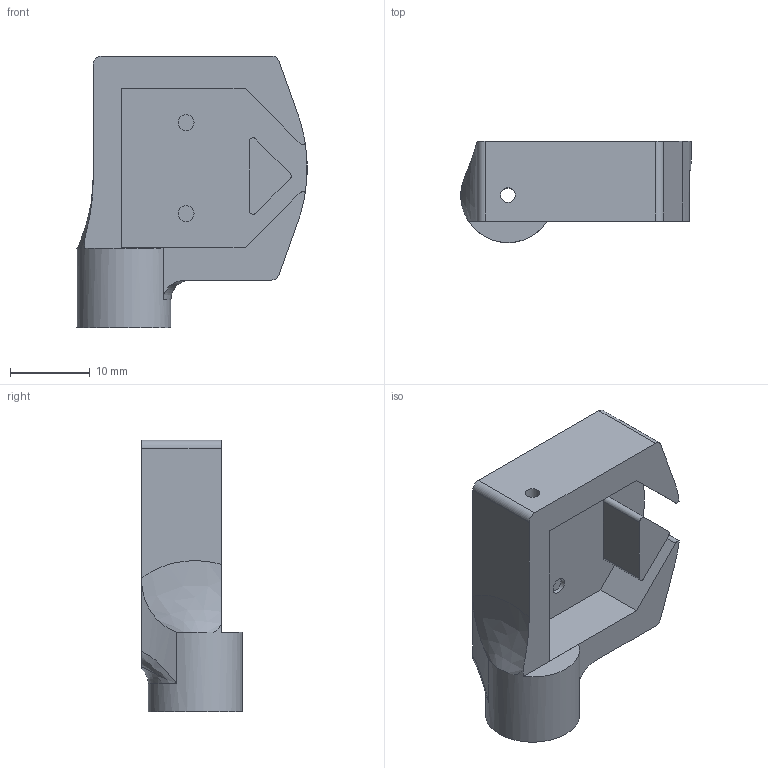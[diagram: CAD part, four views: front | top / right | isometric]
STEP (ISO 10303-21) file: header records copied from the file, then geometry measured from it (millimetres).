
FILE_DESCRIPTION(/* description */ (''),/* implementation_level */ '2;1');
FILE_NAME(/* name */ 'FilamentRunoutSensor.step',/* time_stamp */ '2019-10-15T23:01:05-06:00',/* author */ (''),/* organization */ (''),/* preprocessor_version */ 'ST-DEVELOPER v18',/* originating_system */ 'Autodesk Translation Framework v8.6.0.1094',/* authorisation */ '');
FILE_SCHEMA (('AUTOMOTIVE_DESIGN { 1 0 10303 214 3 1 1 }'));
Length unit declared in the file: millimetre
Products named in the file (1): Filament Sensor
Bounding box: 28.88 x 12.65 x 34.07 mm (x, y, z)
Volume: 5030.5 mm3; surface area: 3668.9 mm2
Topology: 1 solids, 1 shells, 64 faces, 177 edges, 116 vertices
Faces by surface type: cylinder 33, plane 24, bspline 4, cone 2, torus 1
Full cylindrical faces by diameter (mm): 1.85 x1, 2 x2, 4.15 x1, 9.283 x8, 10.12 x7, 11.8 x1
Entity records: 4206 total; most frequent: CARTESIAN_POINT 2606, ORIENTED_EDGE 350, DIRECTION 291, EDGE_CURVE 175, VERTEX_POINT 116, AXIS2_PLACEMENT_3D 105, LINE 81, VECTOR 81
